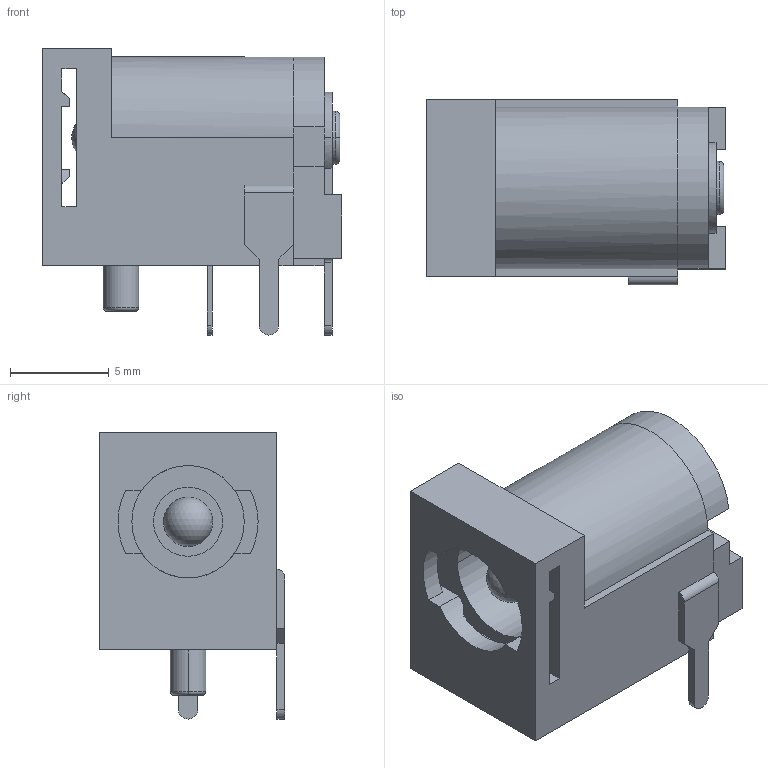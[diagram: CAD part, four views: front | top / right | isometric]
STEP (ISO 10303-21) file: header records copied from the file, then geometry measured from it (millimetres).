
FILE_DESCRIPTION(('FreeCAD Model'),'2;1');
FILE_NAME('PowerJack-2_5x5_7mm.step','2015-12-18T00:02:24',('Author'),(''), 'Open CASCADE STEP processor 6.8','FreeCAD','Unknown');
FILE_SCHEMA(('AUTOMOTIVE_DESIGN_CC2 { 1 2 10303 214 -1 1 5 4 }'));
Length unit declared in the file: millimetre
Products named in the file (2): ASSEMBLY; Fusion
Assembly tree (1 placements, depth 2):
  ASSEMBLY
    Fusion
Bounding box: 15.2 x 9.4 x 14.5 mm (x, y, z)
Volume: 1017.1 mm3; surface area: 1157.7 mm2
Topology: 1 solids, 2 shells, 128 faces, 332 edges, 213 vertices
Faces by surface type: plane 91, cylinder 30, torus 6, sphere 1
Entity records: 12846 total; most frequent: CARTESIAN_POINT 5553, DIRECTION 1117, LINE 692, VECTOR 692, ORIENTED_EDGE 660, PCURVE 660, DEFINITIONAL_REPRESENTATION 660, EDGE_CURVE 330
